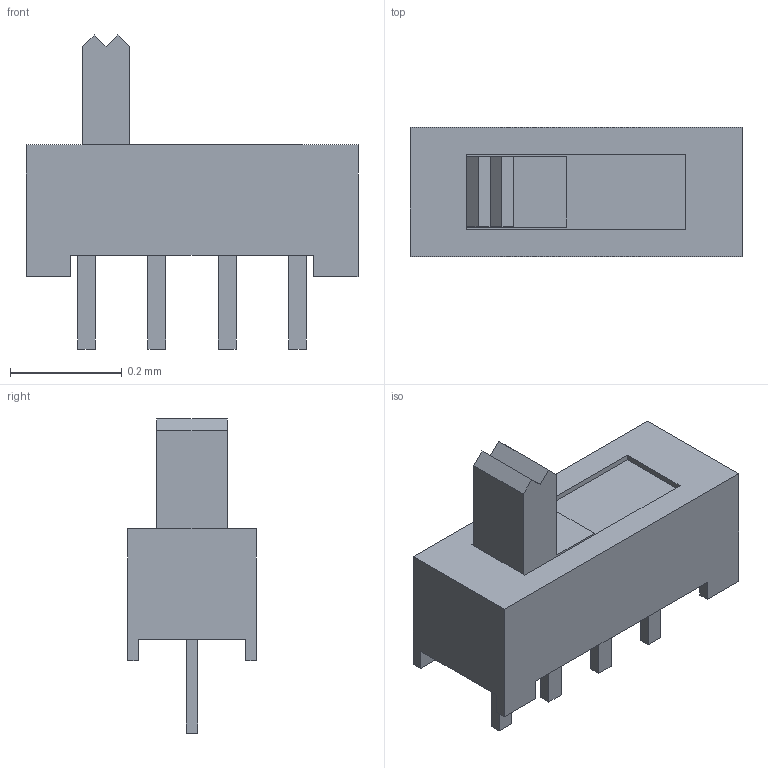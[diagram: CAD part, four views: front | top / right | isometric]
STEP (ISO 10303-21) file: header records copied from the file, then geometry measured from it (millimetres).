
FILE_DESCRIPTION(('STEP AP214'),'1');
FILE_NAME('1825117-1.stp','2018-10-31T01:18:55',('TraceParts'),('TraceParts S.A.'),'Spatial InterOp 3D',' ',' ');
FILE_SCHEMA(('automotive_design'));
Length unit declared in the file: millimetre
Products named in the file (1): 1825117-1
Bounding box: 0.59 x 0.23 x 0.56 mm (x, y, z)
Volume: 0 mm3; surface area: 0.8 mm2
Topology: 1 solids, 1 shells, 54 faces, 139 edges, 92 vertices
Faces by surface type: plane 54
Entity records: 1624 total; most frequent: CARTESIAN_POINT 292, ORIENTED_EDGE 278, DIRECTION 247, EDGE_CURVE 139, LINE 137, VECTOR 137, VERTEX_POINT 92, EDGE_LOOP 59
